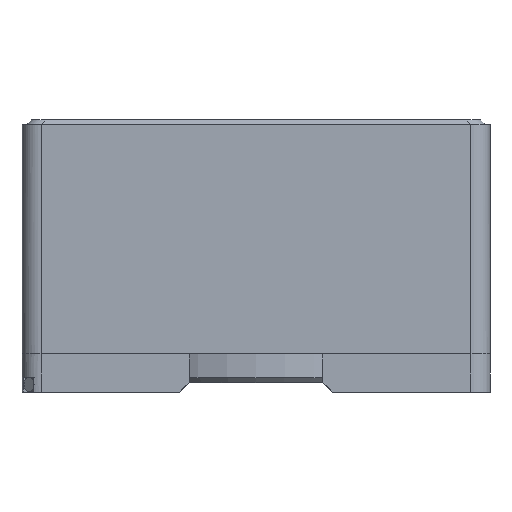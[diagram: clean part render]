
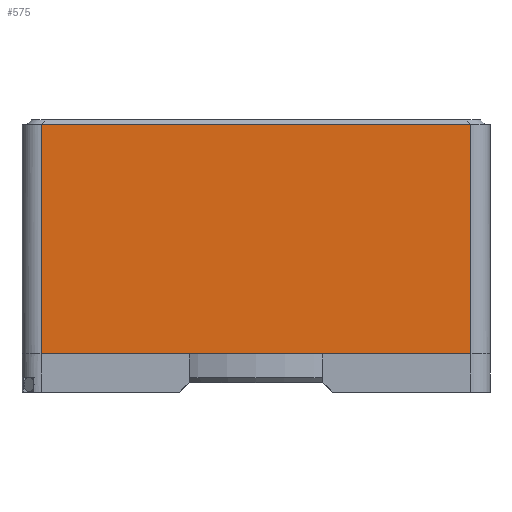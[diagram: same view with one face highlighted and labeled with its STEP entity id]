
A CAD part, front view. The second image highlights one B-rep face of the part: STEP entity #575.
In plain terms, the highlighted planar face has unit normal (0, -1, 0).
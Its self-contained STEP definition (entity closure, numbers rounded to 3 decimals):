
#575 = ADVANCED_FACE( '', ( #1195 ), #1196, .T. );
#1195 = FACE_OUTER_BOUND( '', #3091, .T. );
#1196 = PLANE( '', #3092 );
#3091 = EDGE_LOOP( '', ( #5468, #5469, #5470, #5471 ) );
#3092 = AXIS2_PLACEMENT_3D( '', #5472, #5473, #5474 );
#5468 = ORIENTED_EDGE( '', *, *, #6859, .T. );
#5469 = ORIENTED_EDGE( '', *, *, #6653, .T. );
#5470 = ORIENTED_EDGE( '', *, *, #6860, .T. );
#5471 = ORIENTED_EDGE( '', *, *, #6774, .F. );
#5472 = CARTESIAN_POINT( '', ( 2.45, -2.45, 1.425 ) );
#5473 = DIRECTION( '', ( 0., -1., 0. ) );
#5474 = DIRECTION( '', ( 1., 0., 0. ) );
#6653 = EDGE_CURVE( '', #7619, #7620, #7621, .T. );
#6774 = EDGE_CURVE( '', #7794, #7796, #7797, .T. );
#6859 = EDGE_CURVE( '', #7794, #7619, #7910, .T. );
#6860 = EDGE_CURVE( '', #7620, #7796, #7911, .F. );
#7619 = VERTEX_POINT( '', #9302 );
#7620 = VERTEX_POINT( '', #9303 );
#7621 = LINE( '', #9304, #9305 );
#7794 = VERTEX_POINT( '', #9554 );
#7796 = VERTEX_POINT( '', #9556 );
#7797 = LINE( '', #9557, #9558 );
#7910 = LINE( '', #9778, #9779 );
#7911 = LINE( '', #9780, #9781 );
#9302 = CARTESIAN_POINT( '', ( -2.25, -2.45, -1.024 ) );
#9303 = CARTESIAN_POINT( '', ( 2.25, -2.45, -1.024 ) );
#9304 = CARTESIAN_POINT( '', ( 2.45, -2.45, -1.024 ) );
#9305 = VECTOR( '', #10449, 1000. );
#9554 = CARTESIAN_POINT( '', ( -2.25, -2.45, 1.375 ) );
#9556 = CARTESIAN_POINT( '', ( 2.25, -2.45, 1.375 ) );
#9557 = CARTESIAN_POINT( '', ( -3.45, -2.45, 1.375 ) );
#9558 = VECTOR( '', #10604, 1000. );
#9778 = CARTESIAN_POINT( '', ( -2.25, -2.45, 1.425 ) );
#9779 = VECTOR( '', #10685, 1000. );
#9780 = CARTESIAN_POINT( '', ( 2.25, -2.45, 1.425 ) );
#9781 = VECTOR( '', #10686, 1000. );
#10449 = DIRECTION( '', ( 1., 0., 0. ) );
#10604 = DIRECTION( '', ( 1., 0., 0. ) );
#10685 = DIRECTION( '', ( 0., 0., -1. ) );
#10686 = DIRECTION( '', ( 0., 0., -1. ) );
